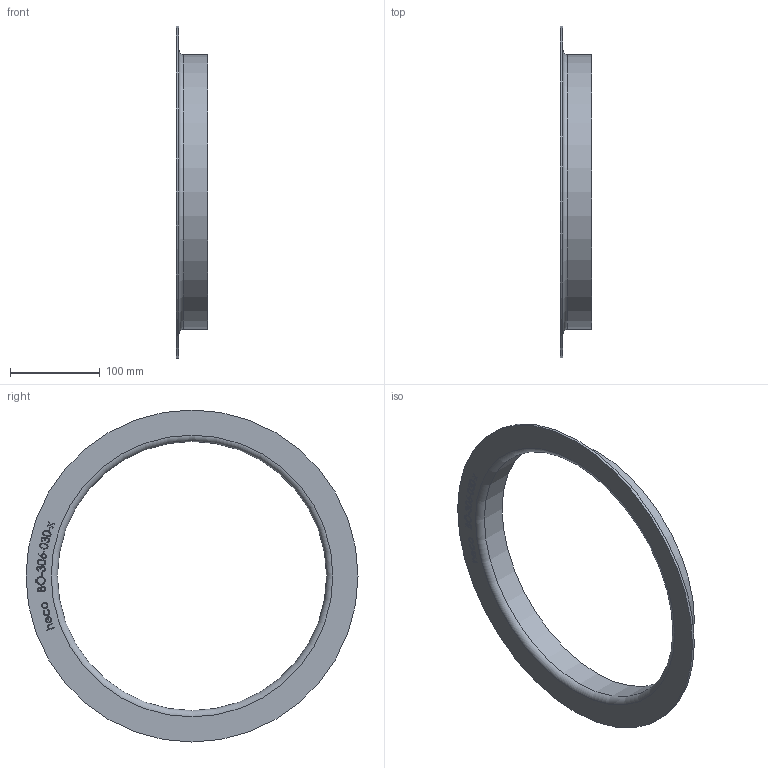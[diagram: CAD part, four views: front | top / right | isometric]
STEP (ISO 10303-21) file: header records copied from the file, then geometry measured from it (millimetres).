
FILE_DESCRIPTION (( 'STEP AP214' ), '1' );
FILE_NAME ('BÖ-306-030-x Vorschweissbördel 2012.STEP', '2020-12-04T11:59:58', ( '' ), ( '' ), 'SwSTEP 2.0', 'SolidWorks 2019', '' );
FILE_SCHEMA (( 'AUTOMOTIVE_DESIGN' ));
Length unit declared in the file: millimetre
Products named in the file (1): BÖ-306-030-x Vorschweissbördel 2012
Bounding box: 35 x 370 x 370 mm (x, y, z)
Volume: 197060.6 mm3; surface area: 136066.2 mm2
Topology: 1 solids, 1 shells, 214 faces, 550 edges, 366 vertices
Faces by surface type: bspline 124, plane 85, cylinder 3, torus 2
Full cylindrical faces by diameter (mm): 300 x1, 306 x1, 370 x1
Entity records: 15754 total; most frequent: CARTESIAN_POINT 9202, ORIENTED_EDGE 1090, EDGE_CURVE 545, DIRECTION 487, VERTEX_POINT 366, LINE 289, VECTOR 289, EDGE_LOOP 249
